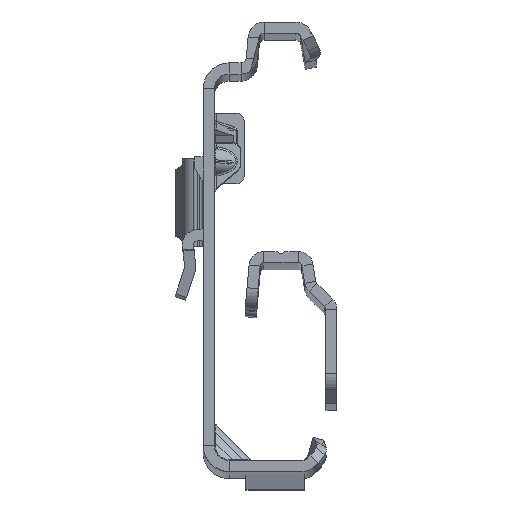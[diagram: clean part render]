
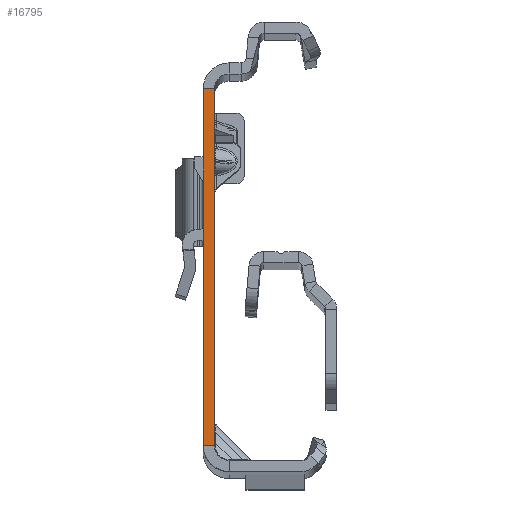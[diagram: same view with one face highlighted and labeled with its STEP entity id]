
A CAD part, top view. The second image highlights one B-rep face of the part: STEP entity #16795.
In plain terms, the highlighted planar face has unit normal (0, 0, 1).
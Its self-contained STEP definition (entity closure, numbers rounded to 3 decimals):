
#623 = CARTESIAN_POINT ( 'NONE',  ( -1.5, 22.135, 0. ) ) ;
#690 = DIRECTION ( 'NONE',  ( -1., 0., 0. ) ) ;
#2400 = CARTESIAN_POINT ( 'NONE',  ( 0., 22.135, 0. ) ) ;
#4626 = ORIENTED_EDGE ( 'NONE', *, *, #26553, .T. ) ;
#5645 = DIRECTION ( 'NONE',  ( 0., 0., 1. ) ) ;
#7162 = EDGE_CURVE ( 'NONE', #16750, #37174, #11117, .T. ) ;
#8532 = EDGE_CURVE ( 'NONE', #37762, #16750, #32518, .T. ) ;
#8588 = CARTESIAN_POINT ( 'NONE',  ( -1.5, -25.865, 0. ) ) ;
#9023 = VERTEX_POINT ( 'NONE', #623 ) ;
#10255 = VECTOR ( 'NONE', #690, 1000. ) ;
#10320 = AXIS2_PLACEMENT_3D ( 'NONE', #14305, #5645, #24368 ) ;
#10869 = CARTESIAN_POINT ( 'NONE',  ( 0., -27.865, 0. ) ) ;
#11117 = LINE ( 'NONE', #25938, #10255 ) ;
#11168 = DIRECTION ( 'NONE',  ( 0., -1., 0. ) ) ;
#14305 = CARTESIAN_POINT ( 'NONE',  ( -1.5, -27.865, 0. ) ) ;
#14820 = CARTESIAN_POINT ( 'NONE',  ( -1.5, -27.865, 0. ) ) ;
#16750 = VERTEX_POINT ( 'NONE', #44424 ) ;
#16795 = ADVANCED_FACE ( 'NONE', ( #46919 ), #24119, .T. ) ;
#17218 = DIRECTION ( 'NONE',  ( -1., 0., 0. ) ) ;
#17969 = ORIENTED_EDGE ( 'NONE', *, *, #36420, .T. ) ;
#19984 = VECTOR ( 'NONE', #11168, 1000. ) ;
#24119 = PLANE ( 'NONE',  #10320 ) ;
#24368 = DIRECTION ( 'NONE',  ( 1., 0., 0. ) ) ;
#25225 = DIRECTION ( 'NONE',  ( 0., -1., 0. ) ) ;
#25938 = CARTESIAN_POINT ( 'NONE',  ( 0., -25.865, 0. ) ) ;
#26553 = EDGE_CURVE ( 'NONE', #37762, #9023, #35668, .T. ) ;
#26620 = VECTOR ( 'NONE', #25225, 1000. ) ;
#30126 = LINE ( 'NONE', #14820, #19984 ) ;
#32518 = LINE ( 'NONE', #10869, #26620 ) ;
#35668 = LINE ( 'NONE', #2400, #43742 ) ;
#36420 = EDGE_CURVE ( 'NONE', #9023, #37174, #30126, .T. ) ;
#37174 = VERTEX_POINT ( 'NONE', #8588 ) ;
#37762 = VERTEX_POINT ( 'NONE', #45573 ) ;
#38820 = ORIENTED_EDGE ( 'NONE', *, *, #8532, .F. ) ;
#43742 = VECTOR ( 'NONE', #17218, 1000. ) ;
#43860 = ORIENTED_EDGE ( 'NONE', *, *, #7162, .F. ) ;
#44424 = CARTESIAN_POINT ( 'NONE',  ( 0., -25.865, 0. ) ) ;
#45573 = CARTESIAN_POINT ( 'NONE',  ( 0., 22.135, 0. ) ) ;
#46919 = FACE_OUTER_BOUND ( 'NONE', #47069, .T. ) ;
#47069 = EDGE_LOOP ( 'NONE', ( #38820, #4626, #17969, #43860 ) ) ;
